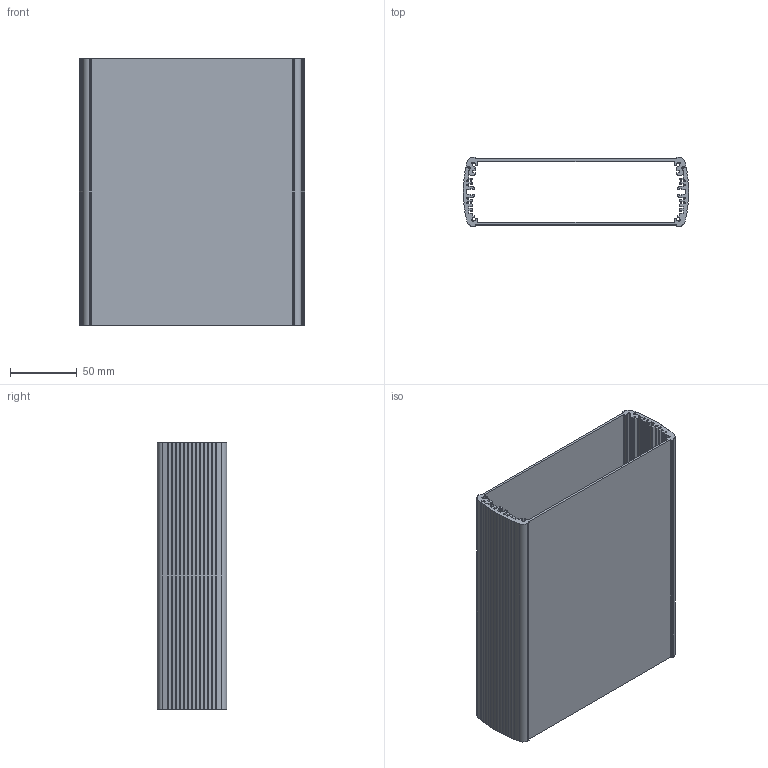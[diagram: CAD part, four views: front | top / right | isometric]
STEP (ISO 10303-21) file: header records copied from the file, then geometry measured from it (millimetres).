
FILE_DESCRIPTION(/* description */ (''),/* implementation_level */ '2;1');
FILE_NAME(/* name */ '84166200_ABPH 1600-200.stp',/* time_stamp */ '2018-02-01T11:21:52+01:00',/* author */ ('watermann'),/* organization */ (''),/* preprocessor_version */ 'ST-DEVELOPER v16.5',/* originating_system */ 'Autodesk Inventor 2017',/* authorisation */ '');
FILE_SCHEMA (('AUTOMOTIVE_DESIGN { 1 0 10303 214 3 1 1 }'));
Length unit declared in the file: millimetre
Products named in the file (3): 2804076_3D; ABPH 1600-OT_3D; ABPH 1600-UT
Assembly tree (2 placements, depth 2):
  2804076_3D
    ABPH 1600-OT_3D
    ABPH 1600-UT
Bounding box: 168.98 x 52 x 200 mm (x, y, z)
Volume: 222115.7 mm3; surface area: 205745.3 mm2
Topology: 2 solids, 2 shells, 436 faces, 1296 edges, 864 vertices
Faces by surface type: cylinder 259, plane 177
Entity records: 14901 total; most frequent: DIRECTION 2696, CARTESIAN_POINT 2601, ORIENTED_EDGE 2592, EDGE_CURVE 1296, AXIS2_PLACEMENT_3D 959, VERTEX_POINT 864, LINE 778, VECTOR 778
